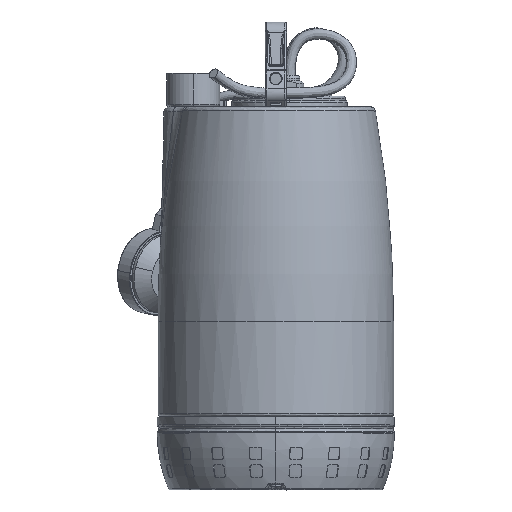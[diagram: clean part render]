
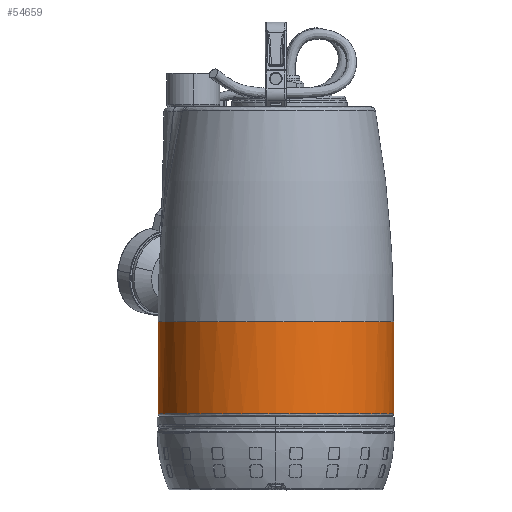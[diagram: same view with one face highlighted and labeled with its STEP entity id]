
A CAD part, top view. The second image highlights one B-rep face of the part: STEP entity #54659.
In plain terms, the highlighted cylindrical face has radius 113.25 mm (diameter 226.5 mm), a partial arc.
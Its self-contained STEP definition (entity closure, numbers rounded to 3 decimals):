
#92 = CARTESIAN_POINT ( 'NONE',  ( -89.974, -61.707, 90.046 ) ) ;
#1244 = CARTESIAN_POINT ( 'NONE',  ( -13.48, -61.707, 113.25 ) ) ;
#2386 = CARTESIAN_POINT ( 'NONE',  ( -106.214, -61.707, 74.839 ) ) ;
#6716 = B_SPLINE_CURVE_WITH_KNOTS ( 'NONE', 3,
 ( #27476, #79793, #63528, #54788, #98367, #106546, #72806, #62952, #2386, #89669, #92, #98950, #19310, #46067, #80963, #105955, #37337, #1244, #71675, #36773, #97806, #37913, #55348, #10579, #88520, #53625, #26328, #64099, #81513, #46627, #18729, #35633, #54210, #108256 ),
 .UNSPECIFIED., .F., .F.,
 ( 4, 2, 2, 2, 2, 2, 2, 2, 2, 2, 2, 2, 2, 2, 2, 2, 4 ),
 ( 0., 0.063, 0.125, 0.188, 0.25, 0.313, 0.375, 0.438, 0.5, 0.563, 0.625, 0.688, 0.75, 0.813, 0.875, 0.938, 1. ),
 .UNSPECIFIED. ) ;
#6731 = LINE ( 'NONE', #60255, #39008 ) ;
#7912 = AXIS2_PLACEMENT_3D ( 'NONE', #96255, #60253, #14877 ) ;
#10579 = CARTESIAN_POINT ( 'NONE',  ( 48.189, -61.707, 90.046 ) ) ;
#13786 = EDGE_CURVE ( 'NONE', #70824, #85659, #39300, .T. ) ;
#14877 = DIRECTION ( 'NONE',  ( 1., 0., 0. ) ) ;
#18729 = CARTESIAN_POINT ( 'NONE',  ( 88.735, -61.707, 29.364 ) ) ;
#19310 = CARTESIAN_POINT ( 'NONE',  ( -71.08, -61.707, 101.793 ) ) ;
#19372 = CARTESIAN_POINT ( 'NONE',  ( -20.893, -63.439, 0. ) ) ;
#19934 = CYLINDRICAL_SURFACE ( 'NONE', #32283, 113.25 ) ;
#22100 = EDGE_CURVE ( 'NONE', #75057, #108337, #6731, .T. ) ;
#26328 = CARTESIAN_POINT ( 'NONE',  ( 69.153, -61.707, 69.081 ) ) ;
#27476 = CARTESIAN_POINT ( 'NONE',  ( -134.143, -61.707, 0. ) ) ;
#27538 = FACE_OUTER_BOUND ( 'NONE', #33394, .T. ) ;
#29224 = CARTESIAN_POINT ( 'NONE',  ( 92.357, 26.561, 0. ) ) ;
#32283 = AXIS2_PLACEMENT_3D ( 'NONE', #19372, #54270, #44401 ) ;
#33394 = EDGE_LOOP ( 'NONE', ( #61759, #103133, #70240, #61705 ) ) ;
#35633 = CARTESIAN_POINT ( 'NONE',  ( 91.627, -61.707, 14.824 ) ) ;
#36773 = CARTESIAN_POINT ( 'NONE',  ( 8.471, -61.707, 109.628 ) ) ;
#37331 = EDGE_CURVE ( 'NONE', #70824, #75057, #85962, .T. ) ;
#37337 = CARTESIAN_POINT ( 'NONE',  ( -28.305, -61.707, 113.25 ) ) ;
#37913 = CARTESIAN_POINT ( 'NONE',  ( 29.294, -61.707, 101.793 ) ) ;
#39008 = VECTOR ( 'NONE', #41090, 1000. ) ;
#39300 = LINE ( 'NONE', #102040, #88276 ) ;
#41090 = DIRECTION ( 'NONE',  ( 0., -1., 0. ) ) ;
#43735 = CARTESIAN_POINT ( 'NONE',  ( -134.143, 26.561, 0. ) ) ;
#44401 = DIRECTION ( 'NONE',  ( 1., 0., 0. ) ) ;
#46067 = CARTESIAN_POINT ( 'NONE',  ( -57.384, -61.707, 107.466 ) ) ;
#46627 = CARTESIAN_POINT ( 'NONE',  ( 86.573, -61.707, 36.491 ) ) ;
#53625 = CARTESIAN_POINT ( 'NONE',  ( 64.428, -61.707, 74.839 ) ) ;
#54210 = CARTESIAN_POINT ( 'NONE',  ( 92.357, -61.707, 7.412 ) ) ;
#54270 = DIRECTION ( 'NONE',  ( 0., -1., 0. ) ) ;
#54659 = ADVANCED_FACE ( 'NONE', ( #27538 ), #19934, .T. ) ;
#54788 = CARTESIAN_POINT ( 'NONE',  ( -130.521, -61.707, 29.364 ) ) ;
#55348 = CARTESIAN_POINT ( 'NONE',  ( 35.863, -61.707, 98.282 ) ) ;
#60253 = DIRECTION ( 'NONE',  ( 0., -1., 0. ) ) ;
#60255 = CARTESIAN_POINT ( 'NONE',  ( -134.143, -63.439, 0. ) ) ;
#61705 = ORIENTED_EDGE ( 'NONE', *, *, #13786, .F. ) ;
#61759 = ORIENTED_EDGE ( 'NONE', *, *, #37331, .T. ) ;
#62952 = CARTESIAN_POINT ( 'NONE',  ( -110.939, -61.707, 69.081 ) ) ;
#63528 = CARTESIAN_POINT ( 'NONE',  ( -133.413, -61.707, 14.824 ) ) ;
#64099 = CARTESIAN_POINT ( 'NONE',  ( 77.389, -61.707, 56.755 ) ) ;
#70240 = ORIENTED_EDGE ( 'NONE', *, *, #95055, .T. ) ;
#70822 = CARTESIAN_POINT ( 'NONE',  ( 92.357, -61.707, 0. ) ) ;
#70824 = VERTEX_POINT ( 'NONE', #29224 ) ;
#71675 = CARTESIAN_POINT ( 'NONE',  ( -6.068, -61.707, 112.52 ) ) ;
#72806 = CARTESIAN_POINT ( 'NONE',  ( -119.175, -61.707, 56.755 ) ) ;
#75057 = VERTEX_POINT ( 'NONE', #43735 ) ;
#79793 = CARTESIAN_POINT ( 'NONE',  ( -134.143, -61.707, 7.412 ) ) ;
#80963 = CARTESIAN_POINT ( 'NONE',  ( -50.256, -61.707, 109.628 ) ) ;
#81513 = CARTESIAN_POINT ( 'NONE',  ( 80.9, -61.707, 50.187 ) ) ;
#85659 = VERTEX_POINT ( 'NONE', #70822 ) ;
#85962 = CIRCLE ( 'NONE', #7912, 113.25 ) ;
#88276 = VECTOR ( 'NONE', #92191, 1000. ) ;
#88520 = CARTESIAN_POINT ( 'NONE',  ( 53.946, -61.707, 85.321 ) ) ;
#89669 = CARTESIAN_POINT ( 'NONE',  ( -95.731, -61.707, 85.321 ) ) ;
#90279 = CARTESIAN_POINT ( 'NONE',  ( -134.143, -61.707, 0. ) ) ;
#92191 = DIRECTION ( 'NONE',  ( 0., -1., 0. ) ) ;
#95055 = EDGE_CURVE ( 'NONE', #108337, #85659, #6716, .T. ) ;
#96255 = CARTESIAN_POINT ( 'NONE',  ( -20.893, 26.561, 0. ) ) ;
#97806 = CARTESIAN_POINT ( 'NONE',  ( 15.598, -61.707, 107.466 ) ) ;
#98367 = CARTESIAN_POINT ( 'NONE',  ( -128.359, -61.707, 36.491 ) ) ;
#98950 = CARTESIAN_POINT ( 'NONE',  ( -77.648, -61.707, 98.282 ) ) ;
#102040 = CARTESIAN_POINT ( 'NONE',  ( 92.357, -63.439, 0. ) ) ;
#103133 = ORIENTED_EDGE ( 'NONE', *, *, #22100, .T. ) ;
#105955 = CARTESIAN_POINT ( 'NONE',  ( -35.717, -61.707, 112.52 ) ) ;
#106546 = CARTESIAN_POINT ( 'NONE',  ( -122.686, -61.707, 50.187 ) ) ;
#108256 = CARTESIAN_POINT ( 'NONE',  ( 92.357, -61.707, 0. ) ) ;
#108337 = VERTEX_POINT ( 'NONE', #90279 ) ;
